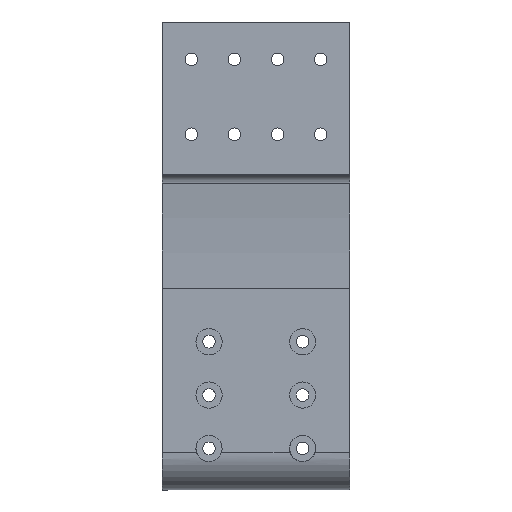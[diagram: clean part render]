
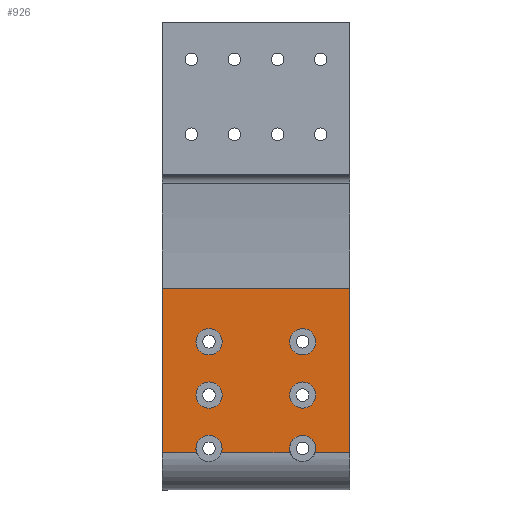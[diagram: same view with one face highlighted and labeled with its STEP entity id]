
A CAD part, front view. The second image highlights one B-rep face of the part: STEP entity #926.
In plain terms, the highlighted planar face has unit normal (0, -1, 0).
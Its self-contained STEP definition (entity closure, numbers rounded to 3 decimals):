
#27=FACE_BOUND('',#155,.T.);
#28=FACE_BOUND('',#156,.T.);
#29=FACE_BOUND('',#157,.T.);
#30=FACE_BOUND('',#158,.T.);
#100=FACE_OUTER_BOUND('',#154,.T.);
#154=EDGE_LOOP('',(#661,#662,#663,#664,#665,#666,#667,#668));
#155=EDGE_LOOP('',(#669));
#156=EDGE_LOOP('',(#670));
#157=EDGE_LOOP('',(#671));
#158=EDGE_LOOP('',(#672));
#245=CIRCLE('',#1001,7.);
#246=CIRCLE('',#1002,7.);
#247=CIRCLE('',#1003,7.);
#248=CIRCLE('',#1004,7.);
#249=CIRCLE('',#1005,7.);
#250=CIRCLE('',#1006,7.);
#307=LINE('',#1417,#363);
#312=LINE('',#1431,#368);
#317=LINE('',#1445,#373);
#318=LINE('',#1449,#374);
#319=LINE('',#1453,#375);
#320=LINE('',#1454,#376);
#363=VECTOR('',#1119,10.);
#368=VECTOR('',#1132,427.);
#373=VECTOR('',#1147,10.);
#374=VECTOR('',#1150,10.);
#375=VECTOR('',#1153,10.);
#376=VECTOR('',#1154,10.);
#421=VERTEX_POINT('',#1414);
#422=VERTEX_POINT('',#1416);
#427=VERTEX_POINT('',#1430);
#431=VERTEX_POINT('',#1444);
#432=VERTEX_POINT('',#1446);
#433=VERTEX_POINT('',#1448);
#434=VERTEX_POINT('',#1450);
#435=VERTEX_POINT('',#1452);
#436=VERTEX_POINT('',#1455);
#437=VERTEX_POINT('',#1457);
#438=VERTEX_POINT('',#1459);
#439=VERTEX_POINT('',#1461);
#509=EDGE_CURVE('',#421,#422,#307,.T.);
#516=EDGE_CURVE('',#422,#427,#312,.T.);
#523=EDGE_CURVE('',#431,#421,#317,.T.);
#524=EDGE_CURVE('',#431,#432,#245,.T.);
#525=EDGE_CURVE('',#433,#432,#318,.T.);
#526=EDGE_CURVE('',#433,#434,#246,.T.);
#527=EDGE_CURVE('',#435,#434,#319,.T.);
#528=EDGE_CURVE('',#427,#435,#320,.T.);
#529=EDGE_CURVE('',#436,#436,#247,.T.);
#530=EDGE_CURVE('',#437,#437,#248,.T.);
#531=EDGE_CURVE('',#438,#438,#249,.T.);
#532=EDGE_CURVE('',#439,#439,#250,.T.);
#661=ORIENTED_EDGE('',*,*,#516,.F.);
#662=ORIENTED_EDGE('',*,*,#509,.F.);
#663=ORIENTED_EDGE('',*,*,#523,.F.);
#664=ORIENTED_EDGE('',*,*,#524,.T.);
#665=ORIENTED_EDGE('',*,*,#525,.F.);
#666=ORIENTED_EDGE('',*,*,#526,.T.);
#667=ORIENTED_EDGE('',*,*,#527,.F.);
#668=ORIENTED_EDGE('',*,*,#528,.F.);
#669=ORIENTED_EDGE('',*,*,#529,.T.);
#670=ORIENTED_EDGE('',*,*,#530,.T.);
#671=ORIENTED_EDGE('',*,*,#531,.T.);
#672=ORIENTED_EDGE('',*,*,#532,.T.);
#902=PLANE('',#1000);
#926=ADVANCED_FACE('',(#100,#27,#28,#29,#30),#902,.F.);
#1000=AXIS2_PLACEMENT_3D('',#1443,#1145,#1146);
#1001=AXIS2_PLACEMENT_3D('',#1447,#1148,#1149);
#1002=AXIS2_PLACEMENT_3D('',#1451,#1151,#1152);
#1003=AXIS2_PLACEMENT_3D('',#1456,#1155,#1156);
#1004=AXIS2_PLACEMENT_3D('',#1458,#1157,#1158);
#1005=AXIS2_PLACEMENT_3D('',#1460,#1159,#1160);
#1006=AXIS2_PLACEMENT_3D('',#1462,#1161,#1162);
#1119=DIRECTION('',(0.,0.,1.));
#1132=DIRECTION('',(1.,0.,0.));
#1145=DIRECTION('center_axis',(0.,1.,0.));
#1146=DIRECTION('ref_axis',(0.,0.,-1.));
#1147=DIRECTION('',(-1.,0.,0.));
#1148=DIRECTION('center_axis',(0.,1.,0.));
#1149=DIRECTION('ref_axis',(0.,0.,
1.));
#1150=DIRECTION('',(-1.,0.,0.));
#1151=DIRECTION('center_axis',(0.,1.,0.));
#1152=DIRECTION('ref_axis',(0.,0.,
1.));
#1153=DIRECTION('',(-1.,0.,0.));
#1154=DIRECTION('',(0.,0.,-1.));
#1155=DIRECTION('center_axis',(0.,1.,0.));
#1156=DIRECTION('ref_axis',(0.,0.,
1.));
#1157=DIRECTION('center_axis',(0.,1.,0.));
#1158=DIRECTION('ref_axis',(0.,0.,
1.));
#1159=DIRECTION('center_axis',(0.,1.,0.));
#1160=DIRECTION('ref_axis',(0.,0.,
1.));
#1161=DIRECTION('center_axis',(0.,1.,0.));
#1162=DIRECTION('ref_axis',(0.,0.,
1.));
#1414=CARTESIAN_POINT('',(-100.,201.38,110.));
#1416=CARTESIAN_POINT('',(-100.,201.38,197.865));
#1417=CARTESIAN_POINT('',(-100.,201.38,192.5));
#1430=CARTESIAN_POINT('',(0.,201.38,197.865));
#1431=CARTESIAN_POINT('',(-50.,201.38,197.865));
#1443=CARTESIAN_POINT('Origin',(-50.,201.38,170.));
#1444=CARTESIAN_POINT('',(-81.746,201.38,110.));
#1445=CARTESIAN_POINT('',(-50.,201.38,110.));
#1446=CARTESIAN_POINT('',(-68.457,201.38,110.));
#1447=CARTESIAN_POINT('Origin',(-75.101,201.38,112.202));
#1448=CARTESIAN_POINT('',(-31.746,201.38,110.));
#1449=CARTESIAN_POINT('',(-50.,201.38,110.));
#1450=CARTESIAN_POINT('',(-18.457,201.38,110.));
#1451=CARTESIAN_POINT('Origin',(-25.101,201.38,112.202));
#1452=CARTESIAN_POINT('',(0.,201.38,110.));
#1453=CARTESIAN_POINT('',(-50.,201.38,110.));
#1454=CARTESIAN_POINT('',(0.,201.38,192.5));
#1455=CARTESIAN_POINT('',(-75.101,201.38,162.202));
#1456=CARTESIAN_POINT('Origin',(-75.101,201.38,169.202));
#1457=CARTESIAN_POINT('',(-75.101,201.38,133.702));
#1458=CARTESIAN_POINT('Origin',(-75.101,201.38,140.702));
#1459=CARTESIAN_POINT('',(-25.101,201.38,133.702));
#1460=CARTESIAN_POINT('Origin',(-25.101,201.38,140.702));
#1461=CARTESIAN_POINT('',(-25.101,201.38,162.202));
#1462=CARTESIAN_POINT('Origin',(-25.101,201.38,169.202));
